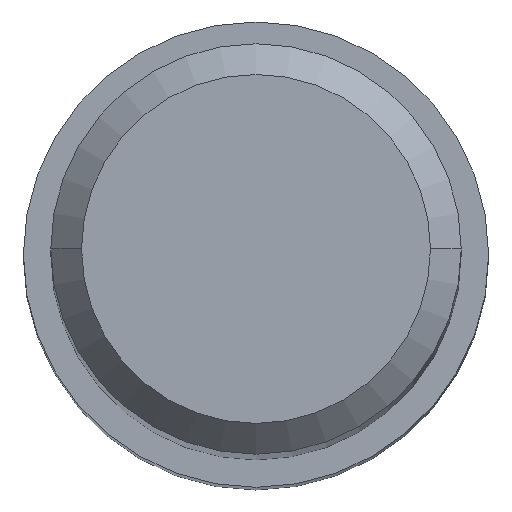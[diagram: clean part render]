
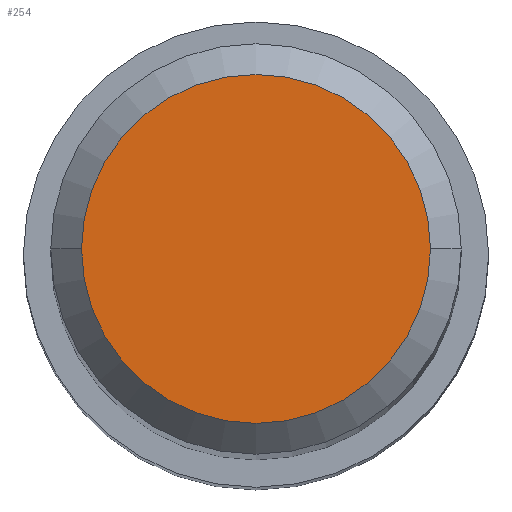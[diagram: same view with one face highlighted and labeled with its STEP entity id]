
A CAD part, top view. The second image highlights one B-rep face of the part: STEP entity #254.
In plain terms, the highlighted planar face has unit normal (0, 0, 1).
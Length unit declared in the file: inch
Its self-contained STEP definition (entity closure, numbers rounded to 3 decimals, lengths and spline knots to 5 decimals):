
#5 = DIRECTION ( 'NONE',  ( 1., 0., 0. ) ) ;
#11 = DIRECTION ( 'NONE',  ( -1., 0., 0. ) ) ;
#17 = EDGE_CURVE ( 'NONE', #153, #262, #289, .T. ) ;
#18 = AXIS2_PLACEMENT_3D ( 'NONE', #265, #136, #11 ) ;
#24 = EDGE_LOOP ( 'NONE', ( #232, #338 ) ) ;
#51 = CARTESIAN_POINT ( 'NONE',  ( 0., 0., 0. ) ) ;
#52 = DIRECTION ( 'NONE',  ( 1., 0., 0. ) ) ;
#76 = DIRECTION ( 'NONE',  ( 0., 0., 1. ) ) ;
#97 = AXIS2_PLACEMENT_3D ( 'NONE', #51, #105, #5 ) ;
#105 = DIRECTION ( 'NONE',  ( 0., 0., 1. ) ) ;
#113 = CARTESIAN_POINT ( 'NONE',  ( 0.05312, 0., 0. ) ) ;
#121 = CARTESIAN_POINT ( 'NONE',  ( 0., 0., 0. ) ) ;
#132 = AXIS2_PLACEMENT_3D ( 'NONE', #121, #76, #52 ) ;
#136 = DIRECTION ( 'NONE',  ( 0., 0., -1. ) ) ;
#153 = VERTEX_POINT ( 'NONE', #113 ) ;
#183 = CARTESIAN_POINT ( 'NONE',  ( -0.05312, 0., 0. ) ) ;
#193 = CIRCLE ( 'NONE', #97, 0.05312 ) ;
#214 = EDGE_CURVE ( 'NONE', #262, #153, #193, .T. ) ;
#232 = ORIENTED_EDGE ( 'NONE', *, *, #214, .T. ) ;
#240 = PLANE ( 'NONE',  #18 ) ;
#254 = ADVANCED_FACE ( 'NONE', ( #297 ), #240, .F. ) ;
#262 = VERTEX_POINT ( 'NONE', #183 ) ;
#265 = CARTESIAN_POINT ( 'NONE',  ( 0., 0., 0. ) ) ;
#289 = CIRCLE ( 'NONE', #132, 0.05312 ) ;
#297 = FACE_OUTER_BOUND ( 'NONE', #24, .T. ) ;
#338 = ORIENTED_EDGE ( 'NONE', *, *, #17, .T. ) ;
